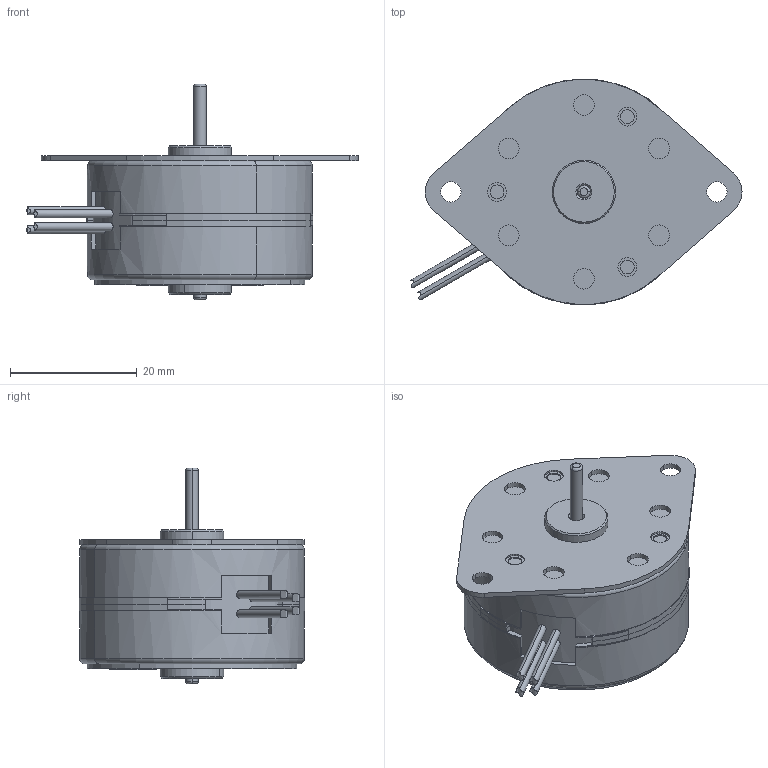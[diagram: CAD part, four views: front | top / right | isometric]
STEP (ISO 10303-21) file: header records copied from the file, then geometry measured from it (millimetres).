
FILE_DESCRIPTION((''),'2;1');
FILE_NAME('35L048B1B-N_ASM','2015-10-27T',('sandip.dhanwate'),(''),'PRO/ENGINEER BY PARAMETRIC TECHNOLOGY CORPORATION, 2014310','PRO/ENGINEER BY PARAMETRIC TECHNOLOGY CORPORATION, 2014310','');
FILE_SCHEMA(('CONFIG_CONTROL_DESIGN'));
Length unit declared in the file: inch
Products named in the file (19): 149-5121-001; 053-5136-001_AF0; 585-5349-001_AF0_ASM; 012-6034-002; 585-5350-002_AF0_ASM; 518-5005-001_ASM; 534-5109_ASM; 190-6020-002_AF0; 596-6014-005_AF0_ASM; 053-5137-001_AF0; 053-5137-001_AF1; 149-5122-001; 053-5136-001_AF1; 585-5351-001_AF0_ASM; 585-5352-002_AF0_ASM; 059-5516; 630-5021-002_ASM; PRT0008; 35L048B1B-N_ASM
Assembly tree (20 placements, depth 4):
  35L048B1B-N_ASM
    585-5350-002_AF0_ASM
      585-5349-001_AF0_ASM
        149-5121-001
        053-5136-001_AF0
      012-6034-002
    534-5109_ASM  x2
      518-5005-001_ASM
    596-6014-005_AF0_ASM
      190-6020-002_AF0
    053-5137-001_AF0
    053-5137-001_AF1
    585-5352-002_AF0_ASM
      585-5351-001_AF0_ASM
        149-5122-001
        053-5136-001_AF1
      012-6034-002
    059-5516
    630-5021-002_ASM
    PRT0008
Bounding box: 52.44 x 35.67 x 34.11 mm (x, y, z)
Volume: 20356.7 mm3; surface area: 14415.1 mm2
Topology: 11 solids, 11 shells, 352 faces, 908 edges, 592 vertices
Faces by surface type: plane 172, cylinder 140, cone 12, sphere 12, torus 12, extrusion 4
Entity records: 11348 total; most frequent: CARTESIAN_POINT 2194, DIRECTION 2014, ORIENTED_EDGE 1740, EDGE_CURVE 870, AXIS2_PLACEMENT_3D 772, VERTEX_POINT 576, VECTOR 470, LINE 466
